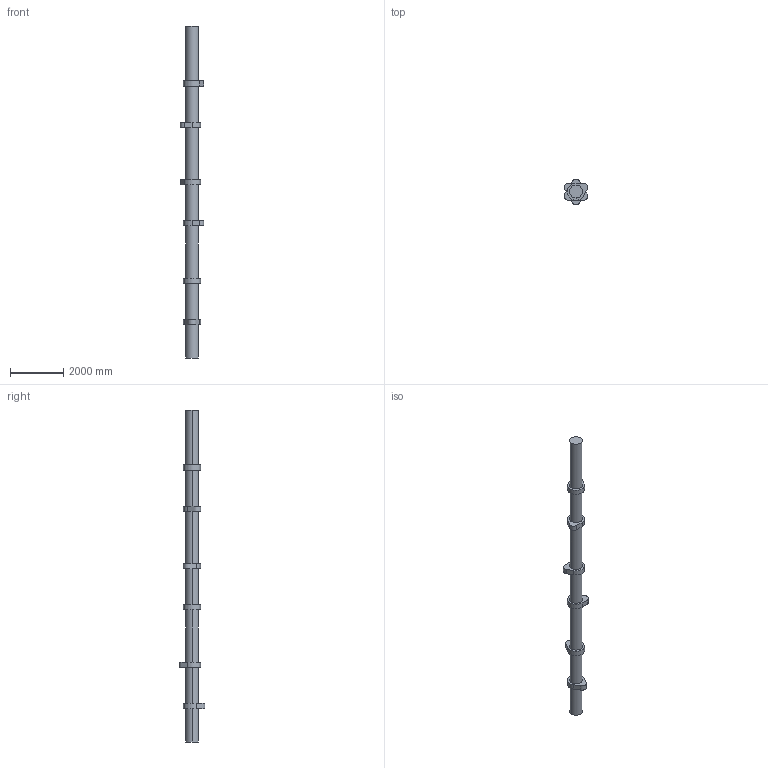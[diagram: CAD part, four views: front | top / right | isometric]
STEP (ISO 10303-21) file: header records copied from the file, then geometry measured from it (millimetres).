
FILE_DESCRIPTION((''),'2;1');
FILE_NAME('CAM_SHAFT','2026-01-05T14:44:23',('H576696'),('Honeywell International Inc.'),'CREO PARAMETRIC BY PTC INC, 2023134','CREO PARAMETRIC BY PTC INC, 2023134','');
FILE_SCHEMA(('AUTOMOTIVE_DESIGN { 1 0 10303 214 1 1 1 1 }'));
Length unit declared in the file: inch
Products named in the file (1): CAM_SHAFT
Bounding box: 881.3 x 967.74 x 12483.85 mm (x, y, z)
Volume: 2512840634.1 mm3; surface area: 22511838.5 mm2
Topology: 1 solids, 1 shells, 52 faces, 114 edges, 76 vertices
Faces by surface type: plane 26, cylinder 26
Entity records: 1615 total; most frequent: DIRECTION 272, CARTESIAN_POINT 245, ORIENTED_EDGE 228, EDGE_CURVE 114, COLOUR_RGB 106, AXIS2_PLACEMENT_3D 105, VERTEX_POINT 76, EDGE_LOOP 64
